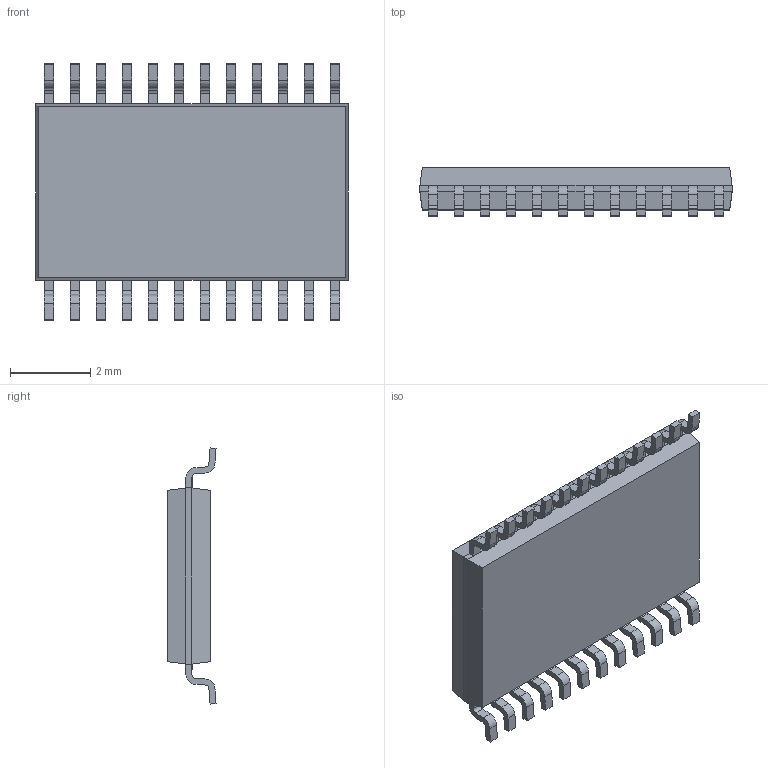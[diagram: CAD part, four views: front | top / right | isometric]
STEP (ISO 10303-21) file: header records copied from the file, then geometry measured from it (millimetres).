
FILE_DESCRIPTION (( 'STEP AP214' ), '1' );
FILE_NAME ('BQ7791500PWR.STEP', '2020-07-27T00:18:01', ( '' ), ( '' ), 'SwSTEP 2.0', 'SolidWorks 2017', '' );
FILE_SCHEMA (( 'AUTOMOTIVE_DESIGN' ));
Length unit declared in the file: millimetre
Products named in the file (1): BQ7791500PWR
Bounding box: 7.8 x 1.2 x 6.4 mm (x, y, z)
Volume: 36.6 mm3; surface area: 120.6 mm2
Topology: 26 solids, 26 shells, 357 faces, 904 edges, 600 vertices
Faces by surface type: plane 257, cylinder 100
Entity records: 10953 total; most frequent: CARTESIAN_POINT 1862, DIRECTION 1820, ORIENTED_EDGE 1808, EDGE_CURVE 904, VECTOR 704, LINE 704, VERTEX_POINT 600, AXIS2_PLACEMENT_3D 558
